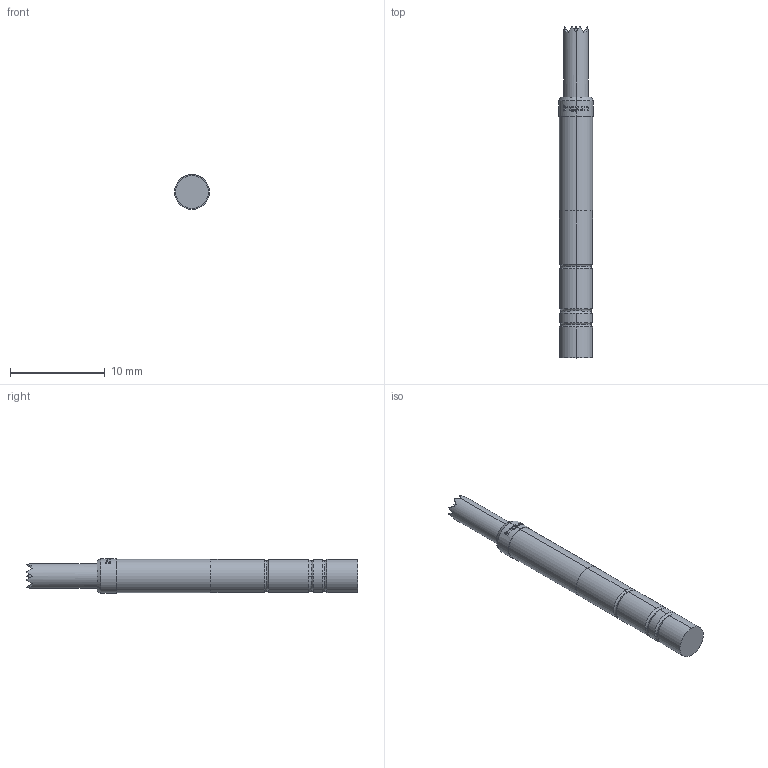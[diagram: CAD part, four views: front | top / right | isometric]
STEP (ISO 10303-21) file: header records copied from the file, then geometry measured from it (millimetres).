
FILE_DESCRIPTION (( 'STEP AP203' ), '1' );
FILE_NAME ('INGUN_HFS-110_306_115_A_xx06_A.STEP', '2022-04-27T12:20:59', ( 'ochi' ), ( '' ), 'SwSTEP 2.0', 'SolidWorks 2018', '' );
FILE_SCHEMA (( 'CONFIG_CONTROL_DESIGN' ));
Length unit declared in the file: millimetre
Products named in the file (1): INGUN_HFS-110_306_115_A_xx06_A
Bounding box: 3.65 x 35 x 3.65 mm (x, y, z)
Volume: 299.3 mm3; surface area: 390.9 mm2
Topology: 1 solids, 1 shells, 189 faces, 461 edges, 283 vertices
Faces by surface type: plane 113, bspline 38, cylinder 24, torus 12, cone 2
Entity records: 6456 total; most frequent: CARTESIAN_POINT 2672, ORIENTED_EDGE 922, DIRECTION 549, EDGE_CURVE 461, VERTEX_POINT 283, AXIS2_PLACEMENT_3D 210, EDGE_LOOP 198, FACE_OUTER_BOUND 189
